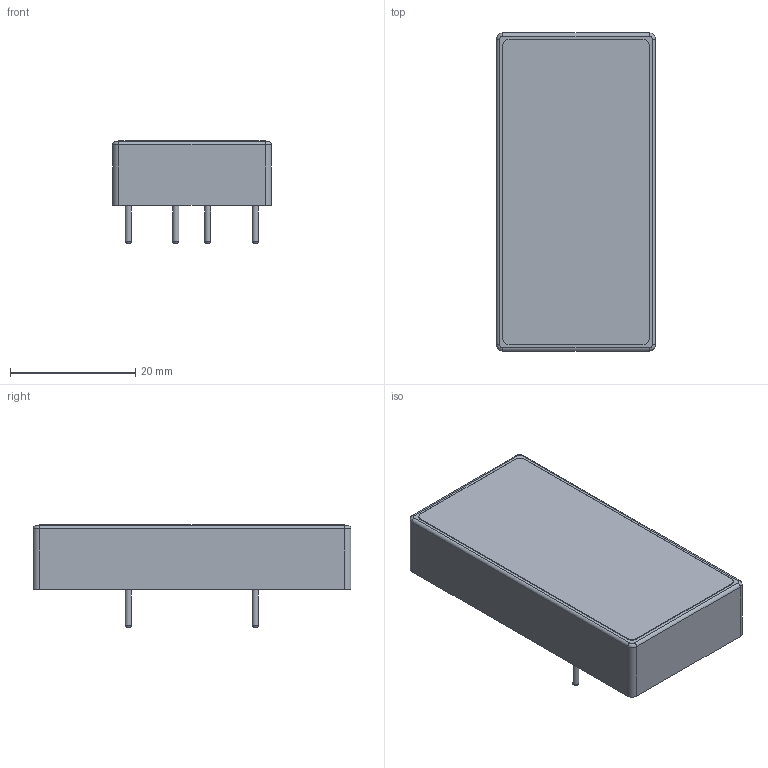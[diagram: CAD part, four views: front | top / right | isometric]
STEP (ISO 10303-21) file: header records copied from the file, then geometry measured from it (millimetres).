
FILE_DESCRIPTION(/* description */ ('model of Converter_DCDC_TRACO_TEN10-xxxx_Single_THT'),/* implementation_level */ '2;1');
FILE_NAME(/* name */ 'Converter_DCDC_TRACO_TEN10-xxxx_Single_THT.step',/* time_stamp */ '2018-03-25T16:11:51',/* author */ ('kicad StepUp','ksu'),/* organization */ ('FreeCAD'),/* preprocessor_version */ 'OCC',/* originating_system */ 'kicad StepUp',/* authorisation */ '');
FILE_SCHEMA(('AUTOMOTIVE_DESIGN { 1 0 10303 214 1 1 1 1 }'));
Length unit declared in the file: millimetre
Products named in the file (5): ASSEMBLY; Converter_DCDC_TRACO_TEN10_xxxx_Single_THT001; Shape0_219919866989; Shape0_364868358134; Converter_DCDC_TRACO_TEN10_xxxx_Single_THT
Assembly tree (4 placements, depth 2):
  ASSEMBLY
    Converter_DCDC_TRACO_TEN10_xxxx_Single_THT001
    Shape0_219919866989
    Shape0_364868358134
    Converter_DCDC_TRACO_TEN10_xxxx_Single_THT
Bounding box: 25.4 x 50.8 x 16.3 mm (x, y, z)
Surface area: 10573.6 mm2
Topology: 7 solids, 7 shells, 71 faces, 148 edges, 92 vertices
Faces by surface type: plane 31, cylinder 28, torus 12
Full cylindrical faces by diameter (mm): 1 x4
Entity records: 2213 total; most frequent: DIRECTION 372, CARTESIAN_POINT 316, ORIENTED_EDGE 296, AXIS2_PLACEMENT_3D 148, EDGE_CURVE 148, VERTEX_POINT 92, LINE 76, VECTOR 76
